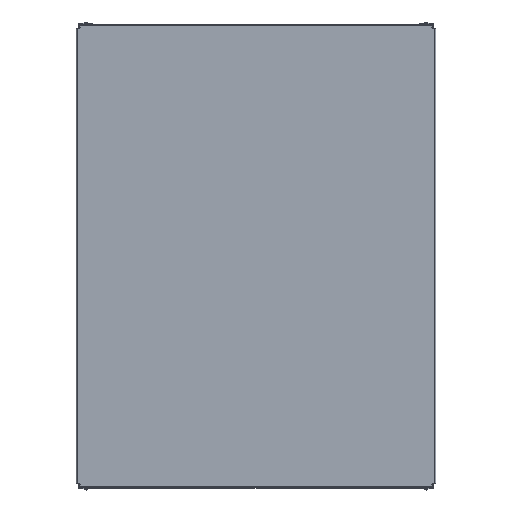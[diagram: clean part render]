
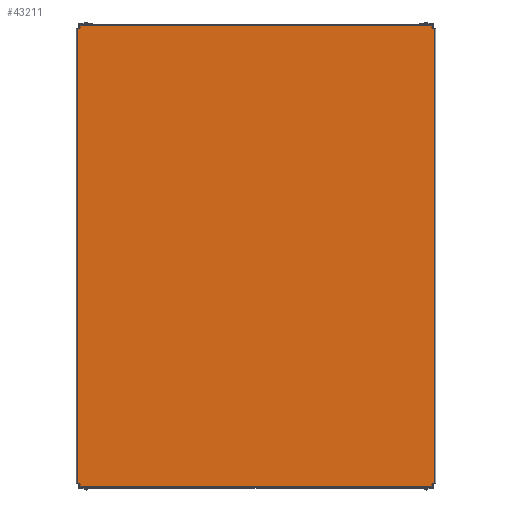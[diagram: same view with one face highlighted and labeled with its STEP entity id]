
A CAD part, top view. The second image highlights one B-rep face of the part: STEP entity #43211.
In plain terms, the highlighted planar face has unit normal (0, 0, 1).
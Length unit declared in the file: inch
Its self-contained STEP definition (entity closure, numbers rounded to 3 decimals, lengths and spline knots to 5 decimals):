
#1847 = CARTESIAN_POINT ( 'NONE',  ( -12.172, -15.3995, 7.472 ) ) ;
#1930 = LINE ( 'NONE', #21316, #12591 ) ;
#1963 = CIRCLE ( 'NONE', #26317, 0.04663 ) ;
#3887 = LINE ( 'NONE', #42646, #16188 ) ;
#4450 = EDGE_CURVE ( 'NONE', #15562, #22409, #40095, .T. ) ;
#4554 = CARTESIAN_POINT ( 'NONE',  ( -11.95063, 15.44612, 7.472 ) ) ;
#5226 = DIRECTION ( 'NONE',  ( -1., 0., 0. ) ) ;
#5602 = DIRECTION ( 'NONE',  ( 0., 1., 0. ) ) ;
#5796 = CARTESIAN_POINT ( 'NONE',  ( -11.904, 15.6655, 7.472 ) ) ;
#5853 = VERTEX_POINT ( 'NONE', #32776 ) ;
#6197 = CARTESIAN_POINT ( 'NONE',  ( -11.904, -15.6655, 7.472 ) ) ;
#6305 = DIRECTION ( 'NONE',  ( 1., 0., 0. ) ) ;
#6710 = VERTEX_POINT ( 'NONE', #9112 ) ;
#6789 = CARTESIAN_POINT ( 'NONE',  ( 11.95063, 15.44612, 7.472 ) ) ;
#7076 = CARTESIAN_POINT ( 'NONE',  ( 11.904, 15.5795, 7.472 ) ) ;
#7450 = VERTEX_POINT ( 'NONE', #9827 ) ;
#7916 = EDGE_CURVE ( 'NONE', #20165, #7450, #33892, .T. ) ;
#8331 = VECTOR ( 'NONE', #28310, 39.37008 ) ;
#8418 = DIRECTION ( 'NONE',  ( 0., 0., 1. ) ) ;
#8880 = CARTESIAN_POINT ( 'NONE',  ( -11.904, -15.44613, 7.472 ) ) ;
#9112 = CARTESIAN_POINT ( 'NONE',  ( 11.904, -15.44613, 7.472 ) ) ;
#9827 = CARTESIAN_POINT ( 'NONE',  ( 12.086, 15.3995, 7.472 ) ) ;
#10454 = CARTESIAN_POINT ( 'NONE',  ( -12.086, 15.3995, 7.472 ) ) ;
#11003 = VECTOR ( 'NONE', #49214, 39.37008 ) ;
#11249 = VERTEX_POINT ( 'NONE', #8880 ) ;
#11328 = ORIENTED_EDGE ( 'NONE', *, *, #4450, .T. ) ;
#11984 = CIRCLE ( 'NONE', #25156, 0.04663 ) ;
#12260 = FACE_OUTER_BOUND ( 'NONE', #42469, .T. ) ;
#12366 = VECTOR ( 'NONE', #5602, 39.37008 ) ;
#12527 = EDGE_CURVE ( 'NONE', #7450, #18288, #41900, .T. ) ;
#12591 = VECTOR ( 'NONE', #60675, 39.37008 ) ;
#13184 = PLANE ( 'NONE',  #33969 ) ;
#13545 = CARTESIAN_POINT ( 'NONE',  ( -11.904, -15.5795, 7.472 ) ) ;
#14326 = CARTESIAN_POINT ( 'NONE',  ( -11.904, 15.44612, 7.472 ) ) ;
#14924 = LINE ( 'NONE', #15552, #11003 ) ;
#15393 = DIRECTION ( 'NONE',  ( 0., 0., -1. ) ) ;
#15552 = CARTESIAN_POINT ( 'NONE',  ( -12.172, 15.5795, 7.472 ) ) ;
#15562 = VERTEX_POINT ( 'NONE', #48151 ) ;
#16188 = VECTOR ( 'NONE', #57261, 39.37008 ) ;
#16944 = EDGE_CURVE ( 'NONE', #5853, #62250, #1930, .T. ) ;
#17802 = VECTOR ( 'NONE', #32366, 39.37008 ) ;
#18288 = VERTEX_POINT ( 'NONE', #42320 ) ;
#19603 = CARTESIAN_POINT ( 'NONE',  ( 12.086, -15.5795, 7.472 ) ) ;
#19790 = ORIENTED_EDGE ( 'NONE', *, *, #57154, .T. ) ;
#20165 = VERTEX_POINT ( 'NONE', #41562 ) ;
#20422 = CIRCLE ( 'NONE', #47739, 0.04663 ) ;
#20703 = VECTOR ( 'NONE', #59208, 39.37008 ) ;
#21316 = CARTESIAN_POINT ( 'NONE',  ( 12.172, 15.3995, 7.472 ) ) ;
#21536 = VECTOR ( 'NONE', #42618, 39.37008 ) ;
#21865 = AXIS2_PLACEMENT_3D ( 'NONE', #44275, #15393, #5226 ) ;
#21877 = EDGE_CURVE ( 'NONE', #46867, #48671, #48437, .T. ) ;
#22409 = VERTEX_POINT ( 'NONE', #14326 ) ;
#23050 = CARTESIAN_POINT ( 'NONE',  ( 11.904, -15.5795, 7.472 ) ) ;
#23653 = EDGE_CURVE ( 'NONE', #51626, #36962, #3887, .T. ) ;
#24961 = CARTESIAN_POINT ( 'NONE',  ( 11.904, 15.44612, 7.472 ) ) ;
#25156 = AXIS2_PLACEMENT_3D ( 'NONE', #53078, #46732, #52436 ) ;
#25607 = ORIENTED_EDGE ( 'NONE', *, *, #50866, .T. ) ;
#26317 = AXIS2_PLACEMENT_3D ( 'NONE', #6789, #50612, #35700 ) ;
#27686 = LINE ( 'NONE', #47049, #21536 ) ;
#28310 = DIRECTION ( 'NONE',  ( 1., 0., 0. ) ) ;
#29404 = LINE ( 'NONE', #6197, #32540 ) ;
#30308 = ORIENTED_EDGE ( 'NONE', *, *, #23653, .T. ) ;
#30462 = EDGE_CURVE ( 'NONE', #6710, #56794, #32879, .T. ) ;
#30696 = ORIENTED_EDGE ( 'NONE', *, *, #39888, .T. ) ;
#32366 = DIRECTION ( 'NONE',  ( -1., 0., 0. ) ) ;
#32410 = VERTEX_POINT ( 'NONE', #13545 ) ;
#32540 = VECTOR ( 'NONE', #48773, 39.37008 ) ;
#32776 = CARTESIAN_POINT ( 'NONE',  ( -11.95063, 15.3995, 7.472 ) ) ;
#32879 = CIRCLE ( 'NONE', #21865, 0.04663 ) ;
#33087 = LINE ( 'NONE', #62608, #8331 ) ;
#33124 = ORIENTED_EDGE ( 'NONE', *, *, #52959, .T. ) ;
#33892 = LINE ( 'NONE', #19603, #12366 ) ;
#33969 = AXIS2_PLACEMENT_3D ( 'NONE', #60835, #8418, #55764 ) ;
#34339 = EDGE_CURVE ( 'NONE', #36962, #11249, #11984, .T. ) ;
#34522 = ORIENTED_EDGE ( 'NONE', *, *, #7916, .T. ) ;
#34797 = VECTOR ( 'NONE', #39794, 39.37008 ) ;
#35311 = ORIENTED_EDGE ( 'NONE', *, *, #38468, .T. ) ;
#35700 = DIRECTION ( 'NONE',  ( -1., 0., 0. ) ) ;
#36466 = LINE ( 'NONE', #1847, #51641 ) ;
#36962 = VERTEX_POINT ( 'NONE', #50079 ) ;
#38228 = ORIENTED_EDGE ( 'NONE', *, *, #16944, .T. ) ;
#38468 = EDGE_CURVE ( 'NONE', #11249, #32410, #29404, .T. ) ;
#38617 = CARTESIAN_POINT ( 'NONE',  ( 11.904, 15.6655, 7.472 ) ) ;
#39794 = DIRECTION ( 'NONE',  ( 0., -1., 0. ) ) ;
#39888 = EDGE_CURVE ( 'NONE', #55632, #6710, #27686, .T. ) ;
#40020 = EDGE_CURVE ( 'NONE', #32410, #55632, #33087, .T. ) ;
#40095 = LINE ( 'NONE', #5796, #34797 ) ;
#41562 = CARTESIAN_POINT ( 'NONE',  ( 12.086, -15.3995, 7.472 ) ) ;
#41900 = LINE ( 'NONE', #61892, #17802 ) ;
#42320 = CARTESIAN_POINT ( 'NONE',  ( 11.95063, 15.3995, 7.472 ) ) ;
#42469 = EDGE_LOOP ( 'NONE', ( #35311, #56604, #30696, #50643, #25607, #34522, #56341, #45421, #44769, #33124, #11328, #19790, #38228, #60784, #30308, #51785 ) ) ;
#42618 = DIRECTION ( 'NONE',  ( 0., 1., 0. ) ) ;
#42646 = CARTESIAN_POINT ( 'NONE',  ( -12.172, -15.3995, 7.472 ) ) ;
#43211 = ADVANCED_FACE ( 'NONE', ( #12260 ), #13184, .T. ) ;
#43932 = DIRECTION ( 'NONE',  ( 0., 0., -1. ) ) ;
#44275 = CARTESIAN_POINT ( 'NONE',  ( 11.95063, -15.44613, 7.472 ) ) ;
#44573 = EDGE_CURVE ( 'NONE', #62250, #51626, #60455, .T. ) ;
#44769 = ORIENTED_EDGE ( 'NONE', *, *, #21877, .T. ) ;
#45421 = ORIENTED_EDGE ( 'NONE', *, *, #54039, .T. ) ;
#45514 = CARTESIAN_POINT ( 'NONE',  ( -12.086, -15.5795, 7.472 ) ) ;
#46732 = DIRECTION ( 'NONE',  ( 0., 0., -1. ) ) ;
#46867 = VERTEX_POINT ( 'NONE', #24961 ) ;
#47049 = CARTESIAN_POINT ( 'NONE',  ( 11.904, -15.6655, 7.472 ) ) ;
#47739 = AXIS2_PLACEMENT_3D ( 'NONE', #4554, #43932, #52506 ) ;
#48151 = CARTESIAN_POINT ( 'NONE',  ( -11.904, 15.5795, 7.472 ) ) ;
#48437 = LINE ( 'NONE', #38617, #49708 ) ;
#48645 = CARTESIAN_POINT ( 'NONE',  ( -12.086, -15.3995, 7.472 ) ) ;
#48671 = VERTEX_POINT ( 'NONE', #7076 ) ;
#48773 = DIRECTION ( 'NONE',  ( 0., -1., 0. ) ) ;
#49214 = DIRECTION ( 'NONE',  ( -1., 0., 0. ) ) ;
#49708 = VECTOR ( 'NONE', #52263, 39.37008 ) ;
#50079 = CARTESIAN_POINT ( 'NONE',  ( -11.95063, -15.3995, 7.472 ) ) ;
#50612 = DIRECTION ( 'NONE',  ( 0., 0., -1. ) ) ;
#50643 = ORIENTED_EDGE ( 'NONE', *, *, #30462, .T. ) ;
#50866 = EDGE_CURVE ( 'NONE', #56794, #20165, #36466, .T. ) ;
#51626 = VERTEX_POINT ( 'NONE', #48645 ) ;
#51641 = VECTOR ( 'NONE', #6305, 39.37008 ) ;
#51785 = ORIENTED_EDGE ( 'NONE', *, *, #34339, .T. ) ;
#52263 = DIRECTION ( 'NONE',  ( 0., 1., 0. ) ) ;
#52436 = DIRECTION ( 'NONE',  ( -1., 0., 0. ) ) ;
#52506 = DIRECTION ( 'NONE',  ( -1., 0., 0. ) ) ;
#52959 = EDGE_CURVE ( 'NONE', #48671, #15562, #14924, .T. ) ;
#53078 = CARTESIAN_POINT ( 'NONE',  ( -11.95063, -15.44613, 7.472 ) ) ;
#54039 = EDGE_CURVE ( 'NONE', #18288, #46867, #1963, .T. ) ;
#55561 = CARTESIAN_POINT ( 'NONE',  ( 11.95063, -15.3995, 7.472 ) ) ;
#55632 = VERTEX_POINT ( 'NONE', #23050 ) ;
#55764 = DIRECTION ( 'NONE',  ( 1., 0., 0. ) ) ;
#56341 = ORIENTED_EDGE ( 'NONE', *, *, #12527, .T. ) ;
#56604 = ORIENTED_EDGE ( 'NONE', *, *, #40020, .T. ) ;
#56794 = VERTEX_POINT ( 'NONE', #55561 ) ;
#57154 = EDGE_CURVE ( 'NONE', #22409, #5853, #20422, .T. ) ;
#57261 = DIRECTION ( 'NONE',  ( 1., 0., 0. ) ) ;
#59208 = DIRECTION ( 'NONE',  ( 0., -1., 0. ) ) ;
#60455 = LINE ( 'NONE', #45514, #20703 ) ;
#60675 = DIRECTION ( 'NONE',  ( -1., 0., 0. ) ) ;
#60784 = ORIENTED_EDGE ( 'NONE', *, *, #44573, .T. ) ;
#60835 = CARTESIAN_POINT ( 'NONE',  ( -12.172, -15.5795, 7.472 ) ) ;
#61892 = CARTESIAN_POINT ( 'NONE',  ( 12.172, 15.3995, 7.472 ) ) ;
#62250 = VERTEX_POINT ( 'NONE', #10454 ) ;
#62608 = CARTESIAN_POINT ( 'NONE',  ( -12.172, -15.5795, 7.472 ) ) ;
